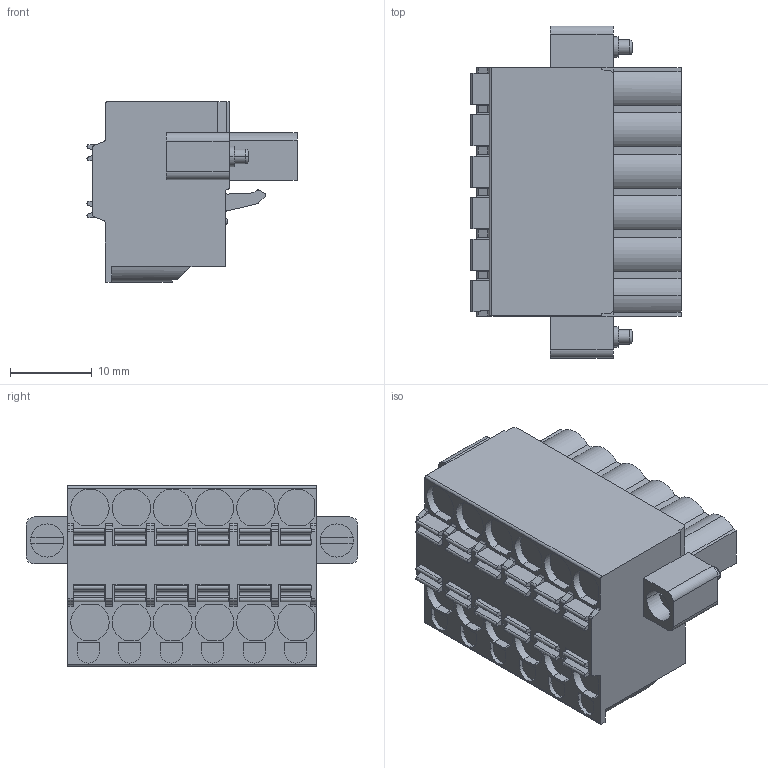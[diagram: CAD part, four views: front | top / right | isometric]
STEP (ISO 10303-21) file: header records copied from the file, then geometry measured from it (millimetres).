
FILE_DESCRIPTION((''),'2;1');
FILE_NAME('000','2024-10-11T15:50:08',('tluser'),(''),'CREO PARAMETRIC BY PTC INC, 2018100','CREO PARAMETRIC BY PTC INC, 2018100','');
FILE_SCHEMA(('CONFIG_CONTROL_DESIGN'));
Length unit declared in the file: millimetre
Products named in the file (1): 000
Bounding box: 25.72 x 40.64 x 22.1 mm (x, y, z)
Volume: 11397 mm3; surface area: 4935.3 mm2
Topology: 1 solids, 1 shells, 565 faces, 1516 edges, 1000 vertices
Faces by surface type: plane 347, cylinder 206, cone 4, torus 4, bspline 4
Entity records: 17824 total; most frequent: CARTESIAN_POINT 3301, DIRECTION 3030, ORIENTED_EDGE 3024, EDGE_CURVE 1512, VECTOR 1052, LINE 1052, VERTEX_POINT 1000, AXIS2_PLACEMENT_3D 989
